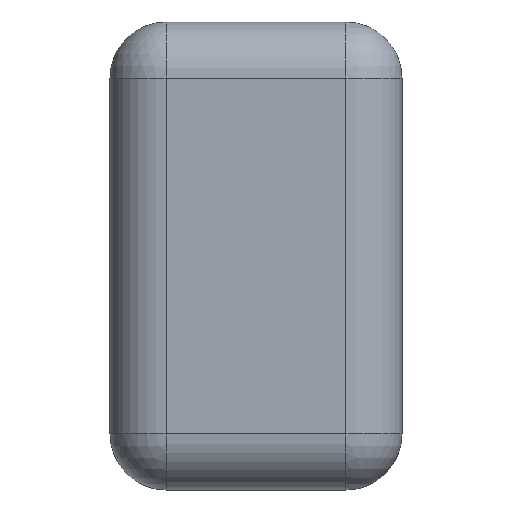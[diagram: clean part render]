
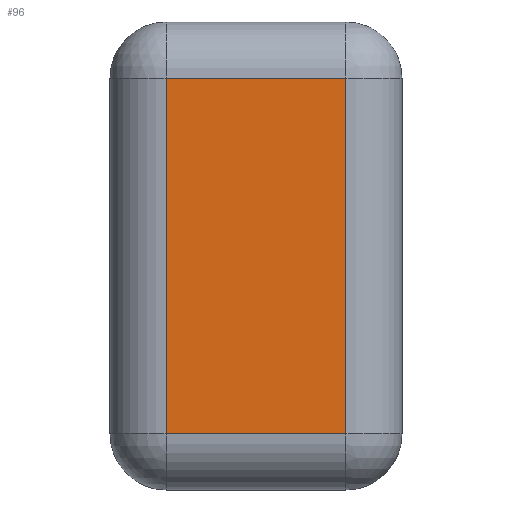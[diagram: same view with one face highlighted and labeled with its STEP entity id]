
A CAD part, left-side view. The second image highlights one B-rep face of the part: STEP entity #96.
In plain terms, the highlighted planar face has unit normal (-1, 0, 0).
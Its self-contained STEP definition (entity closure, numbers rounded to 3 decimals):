
#2 = EDGE_CURVE ( 'NONE', #49, #33, #600, .T. ) ;
#33 = VERTEX_POINT ( 'NONE', #316 ) ;
#49 = VERTEX_POINT ( 'NONE', #549 ) ;
#78 = DIRECTION ( 'NONE',  ( 0., 1., 0. ) ) ;
#84 = PLANE ( 'NONE',  #136 ) ;
#94 = CARTESIAN_POINT ( 'NONE',  ( -1., 0.63, -0.475 ) ) ;
#96 = ADVANCED_FACE ( 'NONE', ( #1091 ), #84, .F. ) ;
#126 = DIRECTION ( 'NONE',  ( 0., 0., 1. ) ) ;
#136 = AXIS2_PLACEMENT_3D ( 'NONE', #1087, #730, #78 ) ;
#148 = CARTESIAN_POINT ( 'NONE',  ( -1., 0.78, 0.475 ) ) ;
#191 = VERTEX_POINT ( 'NONE', #902 ) ;
#307 = DIRECTION ( 'NONE',  ( 0., -1., 0. ) ) ;
#316 = CARTESIAN_POINT ( 'NONE',  ( -1., 0.63, 0.475 ) ) ;
#351 = ORIENTED_EDGE ( 'NONE', *, *, #2, .T. ) ;
#407 = LINE ( 'NONE', #1133, #1014 ) ;
#429 = VECTOR ( 'NONE', #1060, 1000. ) ;
#469 = VECTOR ( 'NONE', #1125, 1000. ) ;
#494 = ORIENTED_EDGE ( 'NONE', *, *, #995, .T. ) ;
#509 = EDGE_LOOP ( 'NONE', ( #1107, #769, #494, #351 ) ) ;
#549 = CARTESIAN_POINT ( 'NONE',  ( -1., 0.15, 0.475 ) ) ;
#568 = CARTESIAN_POINT ( 'NONE',  ( -1., 0.63, -0.625 ) ) ;
#595 = VECTOR ( 'NONE', #126, 1000. ) ;
#600 = LINE ( 'NONE', #148, #429 ) ;
#619 = VERTEX_POINT ( 'NONE', #94 ) ;
#730 = DIRECTION ( 'NONE',  ( 1., 0., 0. ) ) ;
#745 = LINE ( 'NONE', #568, #469 ) ;
#750 = CARTESIAN_POINT ( 'NONE',  ( -1., 0.15, -0.625 ) ) ;
#758 = LINE ( 'NONE', #750, #595 ) ;
#769 = ORIENTED_EDGE ( 'NONE', *, *, #1011, .T. ) ;
#902 = CARTESIAN_POINT ( 'NONE',  ( -1., 0.15, -0.475 ) ) ;
#995 = EDGE_CURVE ( 'NONE', #191, #49, #758, .T. ) ;
#1011 = EDGE_CURVE ( 'NONE', #619, #191, #407, .T. ) ;
#1014 = VECTOR ( 'NONE', #307, 1000. ) ;
#1021 = EDGE_CURVE ( 'NONE', #33, #619, #745, .T. ) ;
#1060 = DIRECTION ( 'NONE',  ( 0., 1., 0. ) ) ;
#1087 = CARTESIAN_POINT ( 'NONE',  ( -1., 0.78, -0.625 ) ) ;
#1091 = FACE_OUTER_BOUND ( 'NONE', #509, .T. ) ;
#1107 = ORIENTED_EDGE ( 'NONE', *, *, #1021, .T. ) ;
#1125 = DIRECTION ( 'NONE',  ( 0., 0., -1. ) ) ;
#1133 = CARTESIAN_POINT ( 'NONE',  ( -1., 0.78, -0.475 ) ) ;
